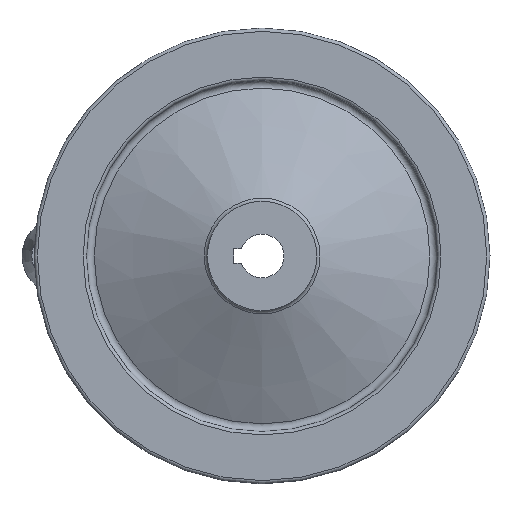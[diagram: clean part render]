
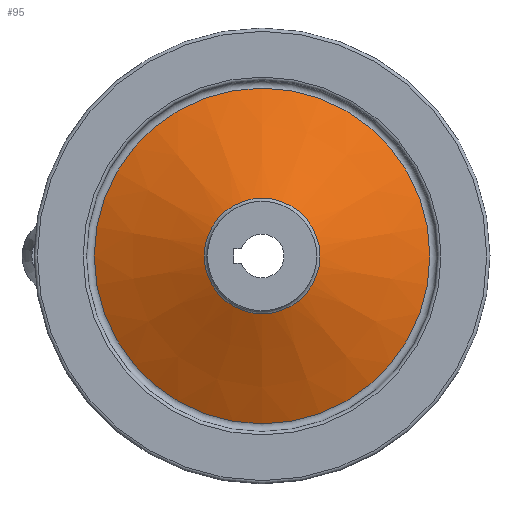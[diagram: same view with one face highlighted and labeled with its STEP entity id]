
A CAD part, left-side view. The second image highlights one B-rep face of the part: STEP entity #95.
In plain terms, the highlighted conical face has half-angle 64.667 degrees and reference radius 15.858 mm.
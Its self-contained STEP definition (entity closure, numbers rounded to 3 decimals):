
#95 = ADVANCED_FACE( '', ( #208, #209 ), #210, .T. );
#208 = FACE_OUTER_BOUND( '', #354, .T. );
#209 = FACE_BOUND( '', #355, .T. );
#210 = CONICAL_SURFACE( '', #356, 15.858, 1.129 );
#354 = EDGE_LOOP( '', ( #516 ) );
#355 = EDGE_LOOP( '', ( #517 ) );
#356 = AXIS2_PLACEMENT_3D( '', #518, #519, #520 );
#516 = ORIENTED_EDGE( '', *, *, #595, .F. );
#517 = ORIENTED_EDGE( '', *, *, #604, .T. );
#518 = CARTESIAN_POINT( '', ( 11.218, 0., 0. ) );
#519 = DIRECTION( '', ( 1., 0., 0. ) );
#520 = DIRECTION( '', ( 0., 0., -1. ) );
#595 = EDGE_CURVE( '', #683, #683, #684, .T. );
#604 = EDGE_CURVE( '', #694, #694, #695, .T. );
#683 = VERTEX_POINT( '', #784 );
#684 = CIRCLE( '', #785, 46.014 );
#694 = VERTEX_POINT( '', #795 );
#695 = CIRCLE( '', #796, 15.858 );
#784 = CARTESIAN_POINT( '', ( 25.494, 0., -46.014 ) );
#785 = AXIS2_PLACEMENT_3D( '', #871, #872, #873 );
#795 = CARTESIAN_POINT( '', ( 11.218, 0., -15.858 ) );
#796 = AXIS2_PLACEMENT_3D( '', #880, #881, #882 );
#871 = CARTESIAN_POINT( '', ( 25.494, 0., 0. ) );
#872 = DIRECTION( '', ( 1., 0., 0. ) );
#873 = DIRECTION( '', ( 0., 0., -1. ) );
#880 = CARTESIAN_POINT( '', ( 11.218, 0., 0. ) );
#881 = DIRECTION( '', ( 1., 0., 0. ) );
#882 = DIRECTION( '', ( 0., 0., -1. ) );
